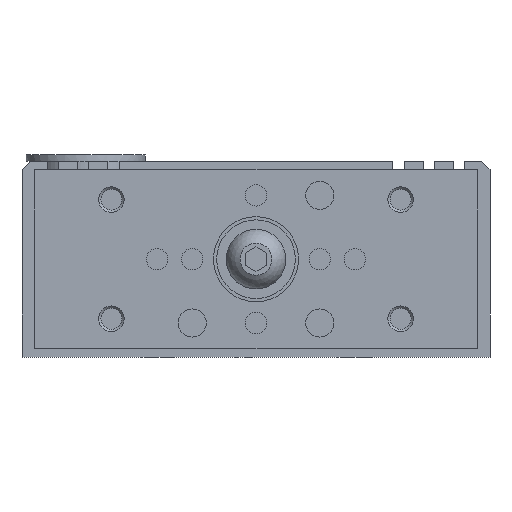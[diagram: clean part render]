
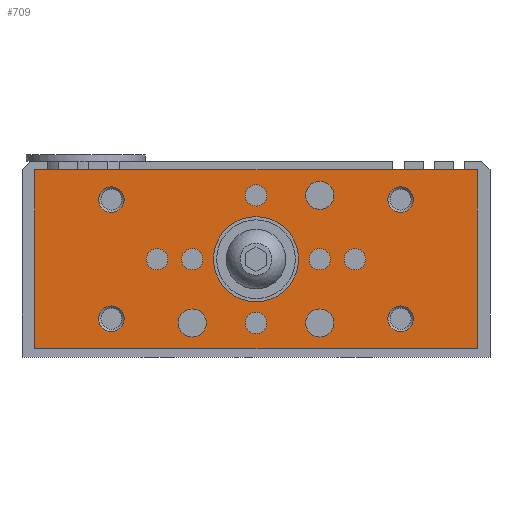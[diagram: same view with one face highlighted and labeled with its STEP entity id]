
A CAD part, left-side view. The second image highlights one B-rep face of the part: STEP entity #709.
In plain terms, the highlighted planar face has unit normal (-1, 0, 0).
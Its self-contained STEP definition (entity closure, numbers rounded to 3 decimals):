
#709 = ADVANCED_FACE( '', ( #1565, #1566, #1567, #1568, #1569, #1570, #1571, #1572, #1573, #1574, #1575, #1576, #1577, #1578, #1579 ), #1580, .F. );
#1565 = FACE_BOUND( '', #2449, .T. );
#1566 = FACE_BOUND( '', #2450, .T. );
#1567 = FACE_BOUND( '', #2451, .T. );
#1568 = FACE_BOUND( '', #2452, .T. );
#1569 = FACE_BOUND( '', #2453, .T. );
#1570 = FACE_BOUND( '', #2454, .T. );
#1571 = FACE_BOUND( '', #2455, .T. );
#1572 = FACE_BOUND( '', #2456, .T. );
#1573 = FACE_BOUND( '', #2457, .T. );
#1574 = FACE_BOUND( '', #2458, .T. );
#1575 = FACE_BOUND( '', #2459, .T. );
#1576 = FACE_BOUND( '', #2460, .T. );
#1577 = FACE_BOUND( '', #2461, .T. );
#1578 = FACE_BOUND( '', #2462, .T. );
#1579 = FACE_OUTER_BOUND( '', #2463, .T. );
#1580 = PLANE( '', #2464 );
#2449 = EDGE_LOOP( '', ( #4187 ) );
#2450 = EDGE_LOOP( '', ( #4188 ) );
#2451 = EDGE_LOOP( '', ( #4189 ) );
#2452 = EDGE_LOOP( '', ( #4190 ) );
#2453 = EDGE_LOOP( '', ( #4191 ) );
#2454 = EDGE_LOOP( '', ( #4192 ) );
#2455 = EDGE_LOOP( '', ( #4193 ) );
#2456 = EDGE_LOOP( '', ( #4194 ) );
#2457 = EDGE_LOOP( '', ( #4195 ) );
#2458 = EDGE_LOOP( '', ( #4196 ) );
#2459 = EDGE_LOOP( '', ( #4197 ) );
#2460 = EDGE_LOOP( '', ( #4198 ) );
#2461 = EDGE_LOOP( '', ( #4199 ) );
#2462 = EDGE_LOOP( '', ( #4200 ) );
#2463 = EDGE_LOOP( '', ( #4201, #4202, #4203, #4204 ) );
#2464 = AXIS2_PLACEMENT_3D( '', #4205, #4206, #4207 );
#4187 = ORIENTED_EDGE( '', *, *, #4685, .T. );
#4188 = ORIENTED_EDGE( '', *, *, #4822, .T. );
#4189 = ORIENTED_EDGE( '', *, *, #4832, .T. );
#4190 = ORIENTED_EDGE( '', *, *, #4501, .T. );
#4191 = ORIENTED_EDGE( '', *, *, #4769, .T. );
#4192 = ORIENTED_EDGE( '', *, *, #4530, .T. );
#4193 = ORIENTED_EDGE( '', *, *, #4702, .T. );
#4194 = ORIENTED_EDGE( '', *, *, #4478, .F. );
#4195 = ORIENTED_EDGE( '', *, *, #4574, .T. );
#4196 = ORIENTED_EDGE( '', *, *, #4715, .T. );
#4197 = ORIENTED_EDGE( '', *, *, #4487, .F. );
#4198 = ORIENTED_EDGE( '', *, *, #4734, .F. );
#4199 = ORIENTED_EDGE( '', *, *, #4721, .T. );
#4200 = ORIENTED_EDGE( '', *, *, #4861, .T. );
#4201 = ORIENTED_EDGE( '', *, *, #4418, .F. );
#4202 = ORIENTED_EDGE( '', *, *, #4923, .F. );
#4203 = ORIENTED_EDGE( '', *, *, #4888, .F. );
#4204 = ORIENTED_EDGE( '', *, *, #4516, .F. );
#4205 = CARTESIAN_POINT( '', ( -106., 52., 44. ) );
#4206 = DIRECTION( '', ( 1., 0., 0. ) );
#4207 = DIRECTION( '', ( 0., 0., 1. ) );
#4418 = EDGE_CURVE( '', #5172, #5174, #5175, .T. );
#4478 = EDGE_CURVE( '', #5274, #5274, #5275, .T. );
#4487 = EDGE_CURVE( '', #5289, #5289, #5290, .T. );
#4501 = EDGE_CURVE( '', #5313, #5313, #5314, .T. );
#4516 = EDGE_CURVE( '', #5174, #5336, #5337, .T. );
#4530 = EDGE_CURVE( '', #5359, #5359, #5360, .T. );
#4574 = EDGE_CURVE( '', #5424, #5424, #5425, .T. );
#4685 = EDGE_CURVE( '', #5594, #5594, #5595, .T. );
#4702 = EDGE_CURVE( '', #5619, #5619, #5620, .T. );
#4715 = EDGE_CURVE( '', #5637, #5637, #5638, .T. );
#4721 = EDGE_CURVE( '', #5646, #5646, #5647, .T. );
#4734 = EDGE_CURVE( '', #5666, #5666, #5667, .T. );
#4769 = EDGE_CURVE( '', #5709, #5709, #5710, .T. );
#4822 = EDGE_CURVE( '', #5783, #5783, #5784, .T. );
#4832 = EDGE_CURVE( '', #5795, #5795, #5796, .T. );
#4861 = EDGE_CURVE( '', #5830, #5830, #5831, .T. );
#4888 = EDGE_CURVE( '', #5336, #5863, #5864, .T. );
#4923 = EDGE_CURVE( '', #5863, #5172, #5899, .T. );
#5172 = VERTEX_POINT( '', #6214 );
#5174 = VERTEX_POINT( '', #6217 );
#5175 = LINE( '', #6218, #6219 );
#5274 = VERTEX_POINT( '', #6333 );
#5275 = CIRCLE( '', #6334, 2.51 );
#5289 = VERTEX_POINT( '', #6353 );
#5290 = CIRCLE( '', #6354, 3. );
#5313 = VERTEX_POINT( '', #6380 );
#5314 = CIRCLE( '', #6381, 2.51 );
#5336 = VERTEX_POINT( '', #6409 );
#5337 = LINE( '', #6410, #6411 );
#5359 = VERTEX_POINT( '', #6437 );
#5360 = CIRCLE( '', #6438, 3.3 );
#5424 = VERTEX_POINT( '', #6539 );
#5425 = CIRCLE( '', #6540, 2.51 );
#5594 = VERTEX_POINT( '', #6774 );
#5595 = CIRCLE( '', #6775, 2.51 );
#5619 = VERTEX_POINT( '', #6801 );
#5620 = CIRCLE( '', #6802, 3.3 );
#5637 = VERTEX_POINT( '', #6824 );
#5638 = CIRCLE( '', #6825, 3. );
#5646 = VERTEX_POINT( '', #6833 );
#5647 = CIRCLE( '', #6834, 3. );
#5666 = VERTEX_POINT( '', #6853 );
#5667 = CIRCLE( '', #6854, 3. );
#5709 = VERTEX_POINT( '', #6909 );
#5710 = CIRCLE( '', #6910, 3.3 );
#5783 = VERTEX_POINT( '', #7187 );
#5784 = CIRCLE( '', #7188, 2.51 );
#5795 = VERTEX_POINT( '', #7200 );
#5796 = CIRCLE( '', #7201, 2.51 );
#5830 = VERTEX_POINT( '', #7259 );
#5831 = CIRCLE( '', #7260, 10. );
#5863 = VERTEX_POINT( '', #7295 );
#5864 = LINE( '', #7296, #7297 );
#5899 = LINE( '', #7336, #7337 );
#6214 = CARTESIAN_POINT( '', ( -106., 52., 2. ) );
#6217 = CARTESIAN_POINT( '', ( -106., 52., 44. ) );
#6218 = CARTESIAN_POINT( '', ( -106., 52., 2. ) );
#6219 = VECTOR( '', #7541, 1000. );
#6333 = CARTESIAN_POINT( '', ( -106., 20.74, 23. ) );
#6334 = AXIS2_PLACEMENT_3D( '', #7641, #7642, #7643 );
#6353 = CARTESIAN_POINT( '', ( -106., -31., 9. ) );
#6354 = AXIS2_PLACEMENT_3D( '', #7652, #7653, #7654 );
#6380 = CARTESIAN_POINT( '', ( -106., -12.49, 23. ) );
#6381 = AXIS2_PLACEMENT_3D( '', #7676, #7677, #7678 );
#6409 = CARTESIAN_POINT( '', ( -106., -52., 44. ) );
#6410 = CARTESIAN_POINT( '', ( -106., 52., 44. ) );
#6411 = VECTOR( '', #7694, 1000. );
#6437 = CARTESIAN_POINT( '', ( -106., -15., 4.7 ) );
#6438 = AXIS2_PLACEMENT_3D( '', #7714, #7715, #7716 );
#6539 = CARTESIAN_POINT( '', ( -106., -20.74, 23. ) );
#6540 = AXIS2_PLACEMENT_3D( '', #7757, #7758, #7759 );
#6774 = CARTESIAN_POINT( '', ( -106., 0., 10.51 ) );
#6775 = AXIS2_PLACEMENT_3D( '', #7913, #7914, #7915 );
#6801 = CARTESIAN_POINT( '', ( -106., -15., 34.7 ) );
#6802 = AXIS2_PLACEMENT_3D( '', #7939, #7940, #7941 );
#6824 = CARTESIAN_POINT( '', ( -106., 31., 9. ) );
#6825 = AXIS2_PLACEMENT_3D( '', #7953, #7954, #7955 );
#6833 = CARTESIAN_POINT( '', ( -106., -31., 37. ) );
#6834 = AXIS2_PLACEMENT_3D( '', #7962, #7963, #7964 );
#6853 = CARTESIAN_POINT( '', ( -106., 31., 37. ) );
#6854 = AXIS2_PLACEMENT_3D( '', #7983, #7984, #7985 );
#6909 = CARTESIAN_POINT( '', ( -106., 15., 4.7 ) );
#6910 = AXIS2_PLACEMENT_3D( '', #8017, #8018, #8019 );
#7187 = CARTESIAN_POINT( '', ( -106., 12.49, 23. ) );
#7188 = AXIS2_PLACEMENT_3D( '', #8071, #8072, #8073 );
#7200 = CARTESIAN_POINT( '', ( -106., 0., 35.49 ) );
#7201 = AXIS2_PLACEMENT_3D( '', #8081, #8082, #8083 );
#7259 = CARTESIAN_POINT( '', ( -106., 10., 23. ) );
#7260 = AXIS2_PLACEMENT_3D( '', #8105, #8106, #8107 );
#7295 = CARTESIAN_POINT( '', ( -106., -52., 2. ) );
#7296 = CARTESIAN_POINT( '', ( -106., -52., 44. ) );
#7297 = VECTOR( '', #8132, 1000. );
#7336 = CARTESIAN_POINT( '', ( -106., -52., 2. ) );
#7337 = VECTOR( '', #8137, 1000. );
#7541 = DIRECTION( '', ( 0., 0., 1. ) );
#7641 = CARTESIAN_POINT( '', ( -106., 23.25, 23. ) );
#7642 = DIRECTION( '', ( -1., 0., 0. ) );
#7643 = DIRECTION( '', ( 0., -1., 0. ) );
#7652 = CARTESIAN_POINT( '', ( -106., -34., 9. ) );
#7653 = DIRECTION( '', ( -1., 0., 0. ) );
#7654 = DIRECTION( '', ( 0., 1., 0. ) );
#7676 = CARTESIAN_POINT( '', ( -106., -15., 23. ) );
#7677 = DIRECTION( '', ( 1., 0., 0. ) );
#7678 = DIRECTION( '', ( 0., 1., 0. ) );
#7694 = DIRECTION( '', ( 0., -1., 0. ) );
#7714 = CARTESIAN_POINT( '', ( -106., -15., 8. ) );
#7715 = DIRECTION( '', ( 1., 0., 0. ) );
#7716 = DIRECTION( '', ( 0., 0., -1. ) );
#7757 = CARTESIAN_POINT( '', ( -106., -23.25, 23. ) );
#7758 = DIRECTION( '', ( 1., 0., 0. ) );
#7759 = DIRECTION( '', ( 0., 1., 0. ) );
#7913 = CARTESIAN_POINT( '', ( -106., 0., 8. ) );
#7914 = DIRECTION( '', ( 1., 0., 0. ) );
#7915 = DIRECTION( '', ( 0., 0., 1. ) );
#7939 = CARTESIAN_POINT( '', ( -106., -15., 38. ) );
#7940 = DIRECTION( '', ( 1., 0., 0. ) );
#7941 = DIRECTION( '', ( 0., 0., -1. ) );
#7953 = CARTESIAN_POINT( '', ( -106., 34., 9. ) );
#7954 = DIRECTION( '', ( 1., 0., 0. ) );
#7955 = DIRECTION( '', ( 0., -1., 0. ) );
#7962 = CARTESIAN_POINT( '', ( -106., -34., 37. ) );
#7963 = DIRECTION( '', ( 1., 0., 0. ) );
#7964 = DIRECTION( '', ( 0., 1., 0. ) );
#7983 = CARTESIAN_POINT( '', ( -106., 34., 37. ) );
#7984 = DIRECTION( '', ( -1., 0., 0. ) );
#7985 = DIRECTION( '', ( 0., -1., 0. ) );
#8017 = CARTESIAN_POINT( '', ( -106., 15., 8. ) );
#8018 = DIRECTION( '', ( 1., 0., 0. ) );
#8019 = DIRECTION( '', ( 0., 0., -1. ) );
#8071 = CARTESIAN_POINT( '', ( -106., 15., 23. ) );
#8072 = DIRECTION( '', ( 1., 0., 0. ) );
#8073 = DIRECTION( '', ( 0., -1., 0. ) );
#8081 = CARTESIAN_POINT( '', ( -106., 0., 38. ) );
#8082 = DIRECTION( '', ( 1., 0., 0. ) );
#8083 = DIRECTION( '', ( 0., 0., -1. ) );
#8105 = CARTESIAN_POINT( '', ( -106., 0., 23. ) );
#8106 = DIRECTION( '', ( 1., 0., 0. ) );
#8107 = DIRECTION( '', ( 0., 1., 0. ) );
#8132 = DIRECTION( '', ( 0., 0., -1. ) );
#8137 = DIRECTION( '', ( 0., 1., 0. ) );
